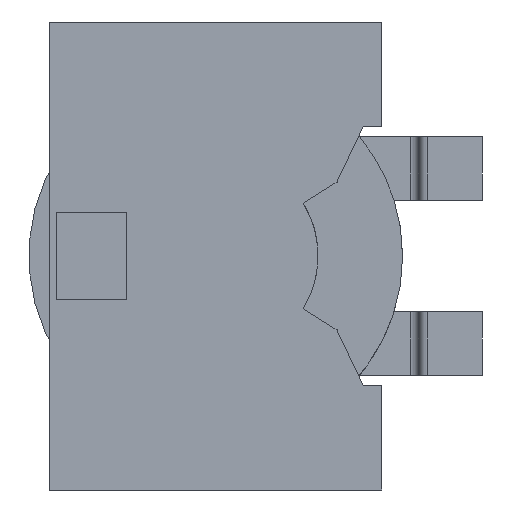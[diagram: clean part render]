
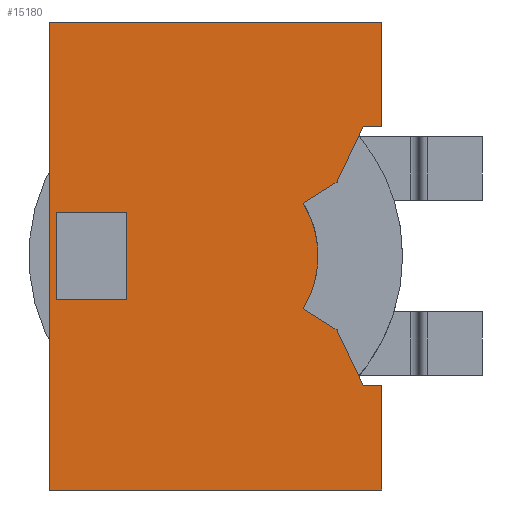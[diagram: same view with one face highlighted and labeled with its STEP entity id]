
A CAD part, front view. The second image highlights one B-rep face of the part: STEP entity #15180.
In plain terms, the highlighted planar face has unit normal (0, -1, 0).
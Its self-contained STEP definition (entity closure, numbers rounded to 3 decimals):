
#11 = LINE ( 'NONE', #531, #17266 ) ;
#165 = EDGE_CURVE ( 'NONE', #8142, #13832, #11559, .T. ) ;
#338 = CARTESIAN_POINT ( 'NONE',  ( 7.232, -1., -4.411 ) ) ;
#460 = DIRECTION ( 'NONE',  ( 0., -1., 0. ) ) ;
#489 = EDGE_CURVE ( 'NONE', #6367, #1147, #6438, .T. ) ;
#531 = CARTESIAN_POINT ( 'NONE',  ( 9.901, -1., 0. ) ) ;
#535 = DIRECTION ( 'NONE',  ( 0., 0., 1. ) ) ;
#581 = CARTESIAN_POINT ( 'NONE',  ( -9.5, -1., -2.605 ) ) ;
#597 = LINE ( 'NONE', #7445, #5283 ) ;
#1147 = VERTEX_POINT ( 'NONE', #581 ) ;
#1188 = VECTOR ( 'NONE', #14369, 1000. ) ;
#1409 = EDGE_CURVE ( 'NONE', #20020, #8889, #19687, .T. ) ;
#1467 = LINE ( 'NONE', #15795, #10206 ) ;
#1516 = EDGE_CURVE ( 'NONE', #19232, #3192, #11945, .T. ) ;
#1596 = ORIENTED_EDGE ( 'NONE', *, *, #20575, .T. ) ;
#1601 = CARTESIAN_POINT ( 'NONE',  ( 7.232, -1., 4.411 ) ) ;
#1674 = ORIENTED_EDGE ( 'NONE', *, *, #16025, .T. ) ;
#2017 = DIRECTION ( 'NONE',  ( 0., 0., 1. ) ) ;
#2097 = DIRECTION ( 'NONE',  ( -1., 0., 0. ) ) ;
#2135 = CARTESIAN_POINT ( 'NONE',  ( 9.901, -1., -7.749 ) ) ;
#2196 = VECTOR ( 'NONE', #2017, 1000. ) ;
#2305 = ORIENTED_EDGE ( 'NONE', *, *, #165, .T. ) ;
#2405 = VERTEX_POINT ( 'NONE', #11096 ) ;
#2632 = DIRECTION ( 'NONE',  ( 0., 0., -1. ) ) ;
#2677 = DIRECTION ( 'NONE',  ( 0., -1., 0. ) ) ;
#2711 = CARTESIAN_POINT ( 'NONE',  ( 0., -1., 0. ) ) ;
#2774 = CARTESIAN_POINT ( 'NONE',  ( 7.232, -1., -4.411 ) ) ;
#3192 = VERTEX_POINT ( 'NONE', #1601 ) ;
#3350 = ORIENTED_EDGE ( 'NONE', *, *, #17465, .T. ) ;
#3414 = PLANE ( 'NONE',  #3704 ) ;
#3704 = AXIS2_PLACEMENT_3D ( 'NONE', #2711, #2677, #2632 ) ;
#4477 = VERTEX_POINT ( 'NONE', #6183 ) ;
#5134 = CARTESIAN_POINT ( 'NONE',  ( 5.223, -1., 3.153 ) ) ;
#5283 = VECTOR ( 'NONE', #16868, 1000. ) ;
#5338 = ORIENTED_EDGE ( 'NONE', *, *, #21969, .T. ) ;
#5517 = FACE_BOUND ( 'NONE', #19944, .T. ) ;
#5600 = ORIENTED_EDGE ( 'NONE', *, *, #18139, .T. ) ;
#5757 = ORIENTED_EDGE ( 'NONE', *, *, #1516, .T. ) ;
#5815 = DIRECTION ( 'NONE',  ( 0., 0., 1. ) ) ;
#5925 = CARTESIAN_POINT ( 'NONE',  ( 9.901, -1., 0. ) ) ;
#6063 = VECTOR ( 'NONE', #21033, 1000. ) ;
#6183 = CARTESIAN_POINT ( 'NONE',  ( 9.901, -1., -13.951 ) ) ;
#6367 = VERTEX_POINT ( 'NONE', #11225 ) ;
#6438 = LINE ( 'NONE', #7359, #14992 ) ;
#6633 = LINE ( 'NONE', #15567, #20251 ) ;
#6777 = CARTESIAN_POINT ( 'NONE',  ( 8.801, -1., 7.749 ) ) ;
#6918 = DIRECTION ( 'NONE',  ( -1., 0., 0. ) ) ;
#7359 = CARTESIAN_POINT ( 'NONE',  ( 0., -1., -2.605 ) ) ;
#7445 = CARTESIAN_POINT ( 'NONE',  ( 7.232, -1., 4.411 ) ) ;
#7864 = ORIENTED_EDGE ( 'NONE', *, *, #15367, .T. ) ;
#8029 = VERTEX_POINT ( 'NONE', #13365 ) ;
#8142 = VERTEX_POINT ( 'NONE', #10053 ) ;
#8208 = VECTOR ( 'NONE', #17788, 1000. ) ;
#8316 = EDGE_CURVE ( 'NONE', #8889, #19781, #20027, .T. ) ;
#8376 = ORIENTED_EDGE ( 'NONE', *, *, #14321, .T. ) ;
#8604 = EDGE_CURVE ( 'NONE', #3192, #20020, #597, .T. ) ;
#8747 = LINE ( 'NONE', #14295, #8208 ) ;
#8889 = VERTEX_POINT ( 'NONE', #20523 ) ;
#9067 = DIRECTION ( 'NONE',  ( -0.425, 0., 0.905 ) ) ;
#9208 = CARTESIAN_POINT ( 'NONE',  ( 9.901, -1., 13.951 ) ) ;
#9914 = LINE ( 'NONE', #14770, #1188 ) ;
#10013 = ORIENTED_EDGE ( 'NONE', *, *, #20648, .T. ) ;
#10053 = CARTESIAN_POINT ( 'NONE',  ( -9.5, -1., 2.605 ) ) ;
#10206 = VECTOR ( 'NONE', #9067, 1000. ) ;
#10629 = CARTESIAN_POINT ( 'NONE',  ( 5.223, -1., -3.153 ) ) ;
#10653 = FACE_OUTER_BOUND ( 'NONE', #19705, .T. ) ;
#10796 = ORIENTED_EDGE ( 'NONE', *, *, #17446, .T. ) ;
#10869 = ORIENTED_EDGE ( 'NONE', *, *, #8604, .T. ) ;
#10879 = CARTESIAN_POINT ( 'NONE',  ( 0., -1., 0. ) ) ;
#11096 = CARTESIAN_POINT ( 'NONE',  ( -9.901, -1., -13.951 ) ) ;
#11225 = CARTESIAN_POINT ( 'NONE',  ( -5.3, -1., -2.605 ) ) ;
#11559 = LINE ( 'NONE', #14651, #13432 ) ;
#11945 = LINE ( 'NONE', #20144, #16412 ) ;
#12477 = DIRECTION ( 'NONE',  ( -0.847, 0., 0.531 ) ) ;
#12480 = CARTESIAN_POINT ( 'NONE',  ( -9.901, -1., 0. ) ) ;
#12483 = AXIS2_PLACEMENT_3D ( 'NONE', #10879, #460, #12592 ) ;
#12579 = ORIENTED_EDGE ( 'NONE', *, *, #20482, .T. ) ;
#12592 = DIRECTION ( 'NONE',  ( 0., 0., 1. ) ) ;
#13257 = VERTEX_POINT ( 'NONE', #10629 ) ;
#13365 = CARTESIAN_POINT ( 'NONE',  ( -9.901, -1., 13.951 ) ) ;
#13431 = LINE ( 'NONE', #14147, #21941 ) ;
#13432 = VECTOR ( 'NONE', #13807, 1000. ) ;
#13787 = VECTOR ( 'NONE', #12477, 1000. ) ;
#13792 = CIRCLE ( 'NONE', #12483, 6.101 ) ;
#13807 = DIRECTION ( 'NONE',  ( 1., 0., 0. ) ) ;
#13832 = VERTEX_POINT ( 'NONE', #20994 ) ;
#13886 = DIRECTION ( 'NONE',  ( 0., 0., -1. ) ) ;
#14147 = CARTESIAN_POINT ( 'NONE',  ( 0., -1., -7.749 ) ) ;
#14295 = CARTESIAN_POINT ( 'NONE',  ( 0., -1., -13.951 ) ) ;
#14321 = EDGE_CURVE ( 'NONE', #19781, #8029, #9914, .T. ) ;
#14369 = DIRECTION ( 'NONE',  ( -1., 0., 0. ) ) ;
#14651 = CARTESIAN_POINT ( 'NONE',  ( 0., -1., 2.605 ) ) ;
#14702 = LINE ( 'NONE', #12480, #18697 ) ;
#14727 = ORIENTED_EDGE ( 'NONE', *, *, #1409, .T. ) ;
#14770 = CARTESIAN_POINT ( 'NONE',  ( 0., -1., 13.951 ) ) ;
#14992 = VECTOR ( 'NONE', #6918, 1000. ) ;
#15180 = ADVANCED_FACE ( 'NONE', ( #10653, #5517 ), #3414, .T. ) ;
#15367 = EDGE_CURVE ( 'NONE', #4477, #17464, #11, .T. ) ;
#15418 = CARTESIAN_POINT ( 'NONE',  ( 8.801, -1., -7.749 ) ) ;
#15567 = CARTESIAN_POINT ( 'NONE',  ( -5.3, -1., 0. ) ) ;
#15613 = CARTESIAN_POINT ( 'NONE',  ( -9.5, -1., 0. ) ) ;
#15795 = CARTESIAN_POINT ( 'NONE',  ( 8.801, -1., -7.749 ) ) ;
#15859 = DIRECTION ( 'NONE',  ( 0., 0., -1. ) ) ;
#15890 = LINE ( 'NONE', #15613, #2196 ) ;
#16025 = EDGE_CURVE ( 'NONE', #20836, #13257, #18320, .T. ) ;
#16412 = VECTOR ( 'NONE', #20105, 1000. ) ;
#16868 = DIRECTION ( 'NONE',  ( 0.425, 0., 0.905 ) ) ;
#17017 = ORIENTED_EDGE ( 'NONE', *, *, #8316, .T. ) ;
#17233 = ORIENTED_EDGE ( 'NONE', *, *, #489, .T. ) ;
#17266 = VECTOR ( 'NONE', #535, 1000. ) ;
#17446 = EDGE_CURVE ( 'NONE', #21508, #20836, #1467, .T. ) ;
#17464 = VERTEX_POINT ( 'NONE', #2135 ) ;
#17465 = EDGE_CURVE ( 'NONE', #8029, #2405, #14702, .T. ) ;
#17788 = DIRECTION ( 'NONE',  ( 1., 0., 0. ) ) ;
#18139 = EDGE_CURVE ( 'NONE', #13832, #6367, #6633, .T. ) ;
#18320 = LINE ( 'NONE', #338, #13787 ) ;
#18697 = VECTOR ( 'NONE', #15859, 1000. ) ;
#19232 = VERTEX_POINT ( 'NONE', #5134 ) ;
#19484 = VECTOR ( 'NONE', #5815, 1000. ) ;
#19687 = LINE ( 'NONE', #21086, #6063 ) ;
#19705 = EDGE_LOOP ( 'NONE', ( #5757, #10869, #14727, #17017, #8376, #3350, #10013, #7864, #5338, #10796, #1674, #1596 ) ) ;
#19781 = VERTEX_POINT ( 'NONE', #9208 ) ;
#19944 = EDGE_LOOP ( 'NONE', ( #2305, #5600, #17233, #12579 ) ) ;
#20020 = VERTEX_POINT ( 'NONE', #6777 ) ;
#20027 = LINE ( 'NONE', #5925, #19484 ) ;
#20105 = DIRECTION ( 'NONE',  ( 0.847, 0., 0.531 ) ) ;
#20144 = CARTESIAN_POINT ( 'NONE',  ( 5.223, -1., 3.153 ) ) ;
#20251 = VECTOR ( 'NONE', #13886, 1000. ) ;
#20482 = EDGE_CURVE ( 'NONE', #1147, #8142, #15890, .T. ) ;
#20523 = CARTESIAN_POINT ( 'NONE',  ( 9.901, -1., 7.749 ) ) ;
#20575 = EDGE_CURVE ( 'NONE', #13257, #19232, #13792, .T. ) ;
#20648 = EDGE_CURVE ( 'NONE', #2405, #4477, #8747, .T. ) ;
#20836 = VERTEX_POINT ( 'NONE', #2774 ) ;
#20994 = CARTESIAN_POINT ( 'NONE',  ( -5.3, -1., 2.605 ) ) ;
#21033 = DIRECTION ( 'NONE',  ( 1., 0., 0. ) ) ;
#21086 = CARTESIAN_POINT ( 'NONE',  ( 0., -1., 7.749 ) ) ;
#21508 = VERTEX_POINT ( 'NONE', #15418 ) ;
#21941 = VECTOR ( 'NONE', #2097, 1000. ) ;
#21969 = EDGE_CURVE ( 'NONE', #17464, #21508, #13431, .T. ) ;
